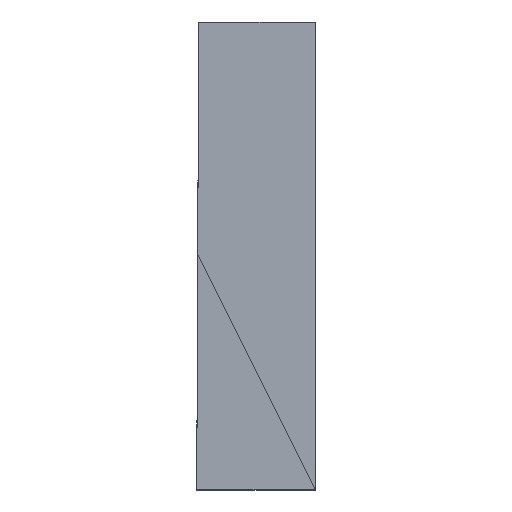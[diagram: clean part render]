
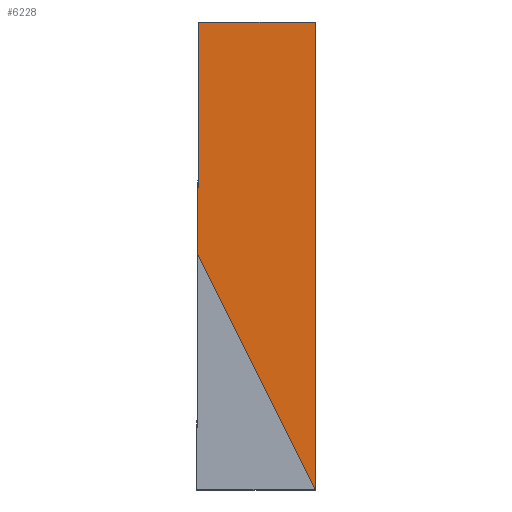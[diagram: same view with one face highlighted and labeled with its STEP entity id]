
A CAD part, top view. The second image highlights one B-rep face of the part: STEP entity #6228.
In plain terms, the highlighted planar face has unit normal (0, 0, 1).
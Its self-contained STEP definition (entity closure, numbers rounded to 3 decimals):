
#112=FACE_OUTER_BOUND('',#552,.T.);
#552=EDGE_LOOP('',(#4569,#4570,#4571,#4572));
#946=LINE('',#8868,#1819);
#1328=LINE('',#9632,#2201);
#1330=LINE('',#9636,#2203);
#1331=LINE('',#9637,#2204);
#1819=VECTOR('',#7066,10.);
#2201=VECTOR('',#7636,1.54);
#2203=VECTOR('',#7640,1.54);
#2204=VECTOR('',#7641,1.54);
#2692=VERTEX_POINT('',#8865);
#2693=VERTEX_POINT('',#8867);
#2981=VERTEX_POINT('',#9631);
#2982=VERTEX_POINT('',#9635);
#3127=EDGE_CURVE('',#2693,#2692,#946,.T.);
#3509=EDGE_CURVE('',#2693,#2981,#1328,.T.);
#3511=EDGE_CURVE('',#2692,#2982,#1330,.T.);
#3512=EDGE_CURVE('',#2982,#2981,#1331,.T.);
#4569=ORIENTED_EDGE('',*,*,#3127,.T.);
#4570=ORIENTED_EDGE('',*,*,#3511,.T.);
#4571=ORIENTED_EDGE('',*,*,#3512,.T.);
#4572=ORIENTED_EDGE('',*,*,#3509,.F.);
#5790=PLANE('',#6668);
#6228=ADVANCED_FACE('',(#112),#5790,.T.);
#6668=AXIS2_PLACEMENT_3D('',#9634,#7638,#7639);
#7066=DIRECTION('',(-0.004,-1.,0.));
#7636=DIRECTION('',(1.,0.,0.));
#7638=DIRECTION('center_axis',(0.,0.,1.));
#7639=DIRECTION('ref_axis',(1.,0.,0.));
#7640=DIRECTION('',(0.447,-0.894,0.));
#7641=DIRECTION('',(0.,1.,0.));
#8865=CARTESIAN_POINT('',(73.509,113.568,106.557));
#8867=CARTESIAN_POINT('',(73.56,125.813,106.557));
#8868=CARTESIAN_POINT('',(73.532,119.262,106.557));
#9631=CARTESIAN_POINT('',(79.705,125.813,106.557));
#9632=CARTESIAN_POINT('',(67.386,125.813,106.557));
#9634=CARTESIAN_POINT('Origin',(67.386,125.813,106.557));
#9635=CARTESIAN_POINT('',(79.705,101.176,106.557));
#9636=CARTESIAN_POINT('',(67.386,125.813,106.557));
#9637=CARTESIAN_POINT('',(79.705,101.176,106.557));
